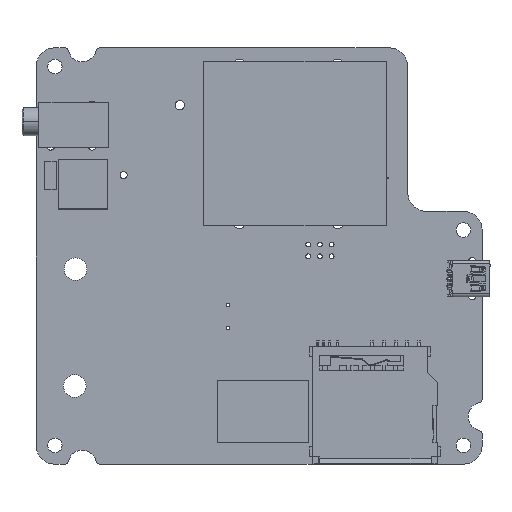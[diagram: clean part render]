
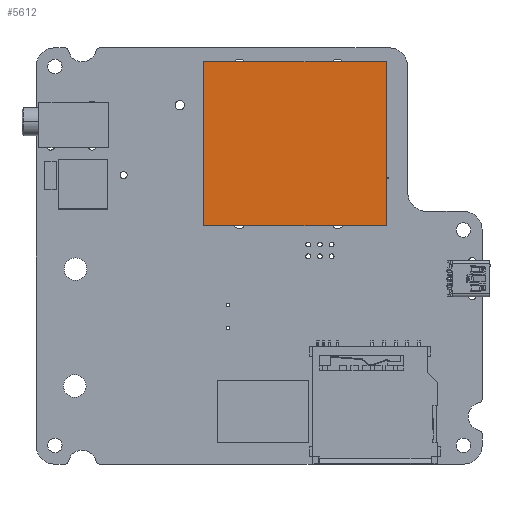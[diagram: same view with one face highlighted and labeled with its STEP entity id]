
A CAD part, top view. The second image highlights one B-rep face of the part: STEP entity #5612.
In plain terms, the highlighted planar face has unit normal (0, 0, 1).
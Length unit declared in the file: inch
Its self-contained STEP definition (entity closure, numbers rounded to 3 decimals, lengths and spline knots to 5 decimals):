
#3180 = EDGE_LOOP ( 'NONE', ( #22213, #22212, #22211, #22210 ) ) ;
#3830 = VECTOR ( 'NONE', #15667, 39.37008 ) ;
#3837 = VECTOR ( 'NONE', #15676, 39.37008 ) ;
#3838 = VECTOR ( 'NONE', #15684, 39.37008 ) ;
#3843 = VECTOR ( 'NONE', #15693, 39.37008 ) ;
#5612 = ADVANCED_FACE ( 'NONE', ( #20458 ), #20488, .F. ) ;
#9865 = AXIS2_PLACEMENT_3D ( 'NONE', #20491, #20493, #20494 ) ;
#10867 = EDGE_CURVE ( 'NONE', #26887, #26886, #15635, .T. ) ;
#10870 = EDGE_CURVE ( 'NONE', #26888, #26887, #15673, .T. ) ;
#10873 = EDGE_CURVE ( 'NONE', #26878, #26888, #15666, .T. ) ;
#10876 = EDGE_CURVE ( 'NONE', #26886, #26878, #15691, .T. ) ;
#15635 = LINE ( 'NONE', #15665, #3830 ) ;
#15665 = CARTESIAN_POINT ( 'NONE',  ( 2.00695, 3.44591, 1.00737 ) ) ;
#15666 = LINE ( 'NONE', #15683, #3838 ) ;
#15667 = DIRECTION ( 'NONE',  ( 0., 1., 0. ) ) ;
#15673 = LINE ( 'NONE', #15675, #3837 ) ;
#15675 = CARTESIAN_POINT ( 'NONE',  ( 2.77466, 2.75693, 1.00737 ) ) ;
#15676 = DIRECTION ( 'NONE',  ( -1., 0., 0. ) ) ;
#15683 = CARTESIAN_POINT ( 'NONE',  ( 3.54238, 3.44591, 1.00737 ) ) ;
#15684 = DIRECTION ( 'NONE',  ( 0., -1., 0. ) ) ;
#15691 = LINE ( 'NONE', #15692, #3843 ) ;
#15692 = CARTESIAN_POINT ( 'NONE',  ( 2.77466, 4.13488, 1.00737 ) ) ;
#15693 = DIRECTION ( 'NONE',  ( 1., 0., 0. ) ) ;
#20458 = FACE_OUTER_BOUND ( 'NONE', #3180, .T. ) ;
#20488 = PLANE ( 'NONE',  #9865 ) ;
#20491 = CARTESIAN_POINT ( 'NONE',  ( 2.77466, 3.44591, 1.00737 ) ) ;
#20493 = DIRECTION ( 'NONE',  ( 0., 0., -1. ) ) ;
#20494 = DIRECTION ( 'NONE',  ( 0., -1., 0. ) ) ;
#22210 = ORIENTED_EDGE ( 'NONE', *, *, #10873, .F. ) ;
#22211 = ORIENTED_EDGE ( 'NONE', *, *, #10870, .F. ) ;
#22212 = ORIENTED_EDGE ( 'NONE', *, *, #10867, .F. ) ;
#22213 = ORIENTED_EDGE ( 'NONE', *, *, #10876, .F. ) ;
#26878 = VERTEX_POINT ( 'NONE', #32547 ) ;
#26886 = VERTEX_POINT ( 'NONE', #32555 ) ;
#26887 = VERTEX_POINT ( 'NONE', #32556 ) ;
#26888 = VERTEX_POINT ( 'NONE', #32557 ) ;
#32547 = CARTESIAN_POINT ( 'NONE',  ( 3.54238, 4.13488, 1.00737 ) ) ;
#32555 = CARTESIAN_POINT ( 'NONE',  ( 2.00695, 4.13488, 1.00737 ) ) ;
#32556 = CARTESIAN_POINT ( 'NONE',  ( 2.00695, 2.75693, 1.00737 ) ) ;
#32557 = CARTESIAN_POINT ( 'NONE',  ( 3.54238, 2.75693, 1.00737 ) ) ;
